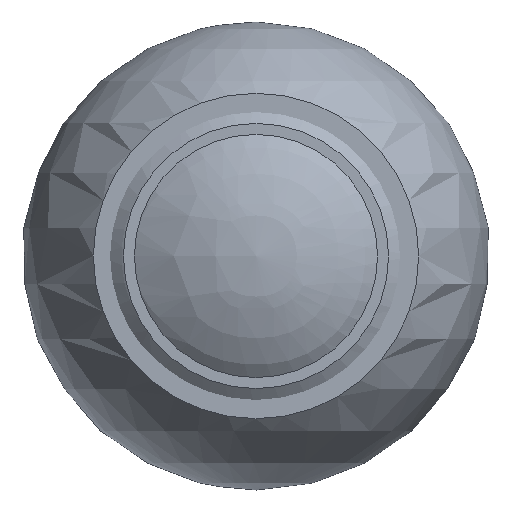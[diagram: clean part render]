
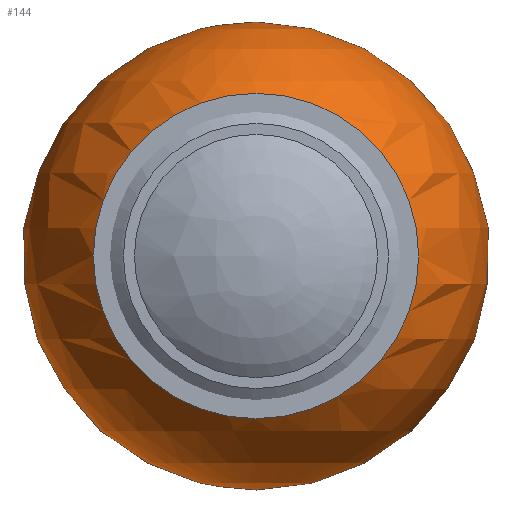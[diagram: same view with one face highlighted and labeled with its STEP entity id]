
A CAD part, left-side view. The second image highlights one B-rep face of the part: STEP entity #144.
In plain terms, the highlighted spherical face has radius 32 mm.
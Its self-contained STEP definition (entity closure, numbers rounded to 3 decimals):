
#121=CARTESIAN_POINT('',(-55.,22.249,0.0));
#122=VERTEX_POINT('',#121);
#123=CARTESIAN_POINT('',(-55.,0.,0.0));
#124=DIRECTION('',(1.0,0.0,0.0));
#125=DIRECTION('',(0.0,1.0,0.0));
#126=AXIS2_PLACEMENT_3D('',#123,#124,#125);
#127=CIRCLE('',#126,22.249);
#128=EDGE_CURVE('',#122,#122,#127,.T.);
#136=CARTESIAN_POINT('',(-32.0,0.,0.0));
#137=DIRECTION('',(0.0,0.0,1.0));
#138=DIRECTION('',(1.0,0.0,0.0));
#139=AXIS2_PLACEMENT_3D('',#136,#137,#138);
#140=SPHERICAL_SURFACE('',#139,32.0);
#141=ORIENTED_EDGE('',*,*,#128,.T.);
#142=EDGE_LOOP('',(#141));
#143=FACE_OUTER_BOUND('',#142,.T.);
#144=ADVANCED_FACE('',(#143),#140,.T.);
